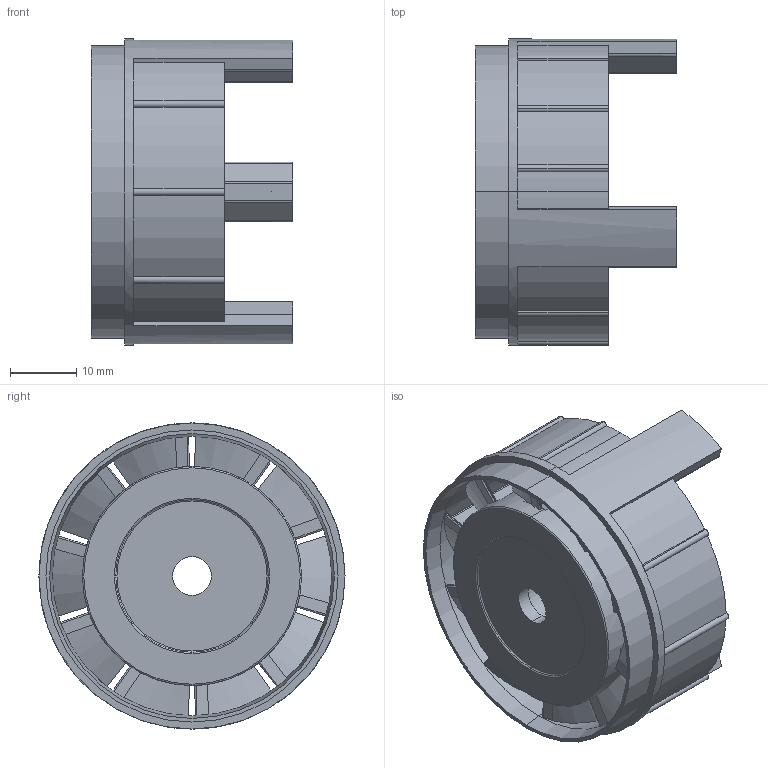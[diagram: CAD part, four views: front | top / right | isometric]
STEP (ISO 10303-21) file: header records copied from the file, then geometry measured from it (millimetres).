
FILE_DESCRIPTION (( 'STEP AP203' ), '1' );
FILE_NAME ('NXK45萇儂ヶ傷裔-蜊倰(2021.2.23).STEP', '2021-02-23T00:09:24', ( 'YF68' ), ( '' ), 'SwSTEP 2.0', 'SolidWorks 2018', '' );
FILE_SCHEMA (( 'CONFIG_CONTROL_DESIGN' ));
Length unit declared in the file: millimetre
Products named in the file (1): NXK45萇儂ヶ傷裔-蜊倰(2021.2.23)
Bounding box: 30.3 x 46.1 x 46.1 mm (x, y, z)
Volume: 9151.8 mm3; surface area: 12559.7 mm2
Topology: 1 solids, 1 shells, 462 faces, 1284 edges, 824 vertices
Faces by surface type: cylinder 232, plane 178, bspline 40, torus 8, cone 4
Entity records: 16036 total; most frequent: CARTESIAN_POINT 4491, ORIENTED_EDGE 2568, DIRECTION 2329, EDGE_CURVE 1284, AXIS2_PLACEMENT_3D 944, VERTEX_POINT 824, CIRCLE 521, EDGE_LOOP 484
